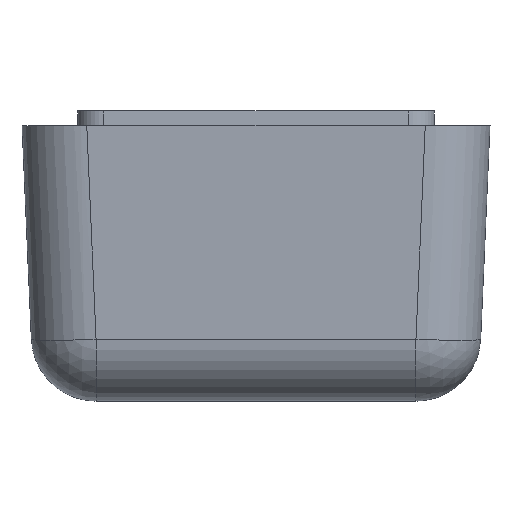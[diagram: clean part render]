
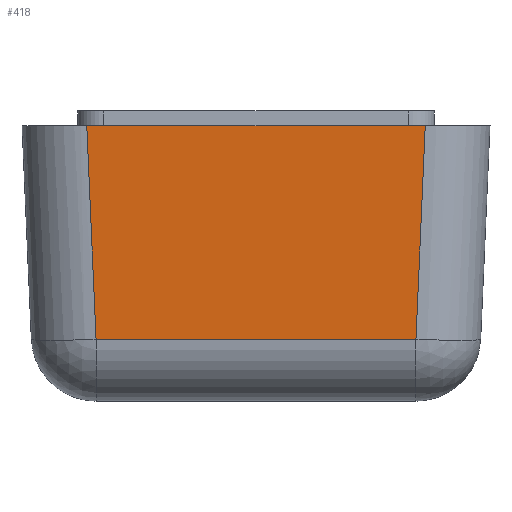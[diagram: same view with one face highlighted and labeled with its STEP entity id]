
A CAD part, left-side view. The second image highlights one B-rep face of the part: STEP entity #418.
In plain terms, the highlighted planar face has unit normal (-0.999, 0, -0.044).
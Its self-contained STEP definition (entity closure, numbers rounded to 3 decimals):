
#29=PLANE('',#470);
#41=FACE_OUTER_BOUND('',#67,.T.);
#67=EDGE_LOOP('',(#321,#322,#323,#324));
#91=LINE('',#667,#126);
#113=LINE('',#723,#148);
#114=LINE('',#725,#149);
#115=LINE('',#726,#150);
#126=VECTOR('',#525,1000.);
#148=VECTOR('',#569,1000.);
#149=VECTOR('',#570,1000.);
#150=VECTOR('',#571,1000.);
#188=VERTEX_POINT('',#664);
#189=VERTEX_POINT('',#666);
#212=VERTEX_POINT('',#722);
#213=VERTEX_POINT('',#724);
#227=EDGE_CURVE('',#188,#189,#91,.T.);
#255=EDGE_CURVE('',#188,#212,#113,.T.);
#256=EDGE_CURVE('',#212,#213,#114,.T.);
#257=EDGE_CURVE('',#213,#189,#115,.T.);
#321=ORIENTED_EDGE('',*,*,#255,.T.);
#322=ORIENTED_EDGE('',*,*,#256,.T.);
#323=ORIENTED_EDGE('',*,*,#257,.T.);
#324=ORIENTED_EDGE('',*,*,#227,.F.);
#418=ADVANCED_FACE('',(#41),#29,.T.);
#470=AXIS2_PLACEMENT_3D('',#721,#567,#568);
#525=DIRECTION('',(0.,-1.,0.));
#567=DIRECTION('center_axis',(-0.999,0.,-0.044));
#568=DIRECTION('ref_axis',(-0.044,0.,0.999));
#569=DIRECTION('',(0.044,-0.044,-0.998));
#570=DIRECTION('',(0.,-1.,0.));
#571=DIRECTION('',(-0.044,-0.044,0.998));
#664=CARTESIAN_POINT('',(-8.,13.059,21.25));
#666=CARTESIAN_POINT('',(-8.,-13.059,21.25));
#667=CARTESIAN_POINT('',(-8.,-18.055,21.25));
#721=CARTESIAN_POINT('Origin',(-8.,-18.055,21.25));
#722=CARTESIAN_POINT('',(-7.281,12.34,4.782));
#723=CARTESIAN_POINT('',(-7.941,13.,19.897));
#724=CARTESIAN_POINT('',(-7.281,-12.34,4.782));
#725=CARTESIAN_POINT('',(-7.281,-18.055,4.782));
#726=CARTESIAN_POINT('',(-8.009,-13.069,21.467));
